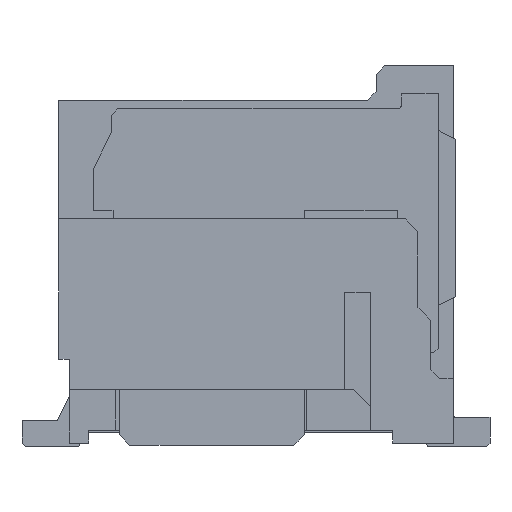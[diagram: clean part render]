
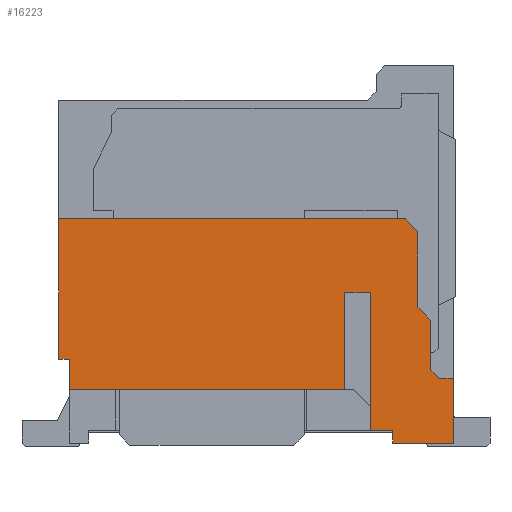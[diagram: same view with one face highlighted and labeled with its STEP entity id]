
A CAD part, left-side view. The second image highlights one B-rep face of the part: STEP entity #16223.
In plain terms, the highlighted planar face has unit normal (-1, 0, 0).
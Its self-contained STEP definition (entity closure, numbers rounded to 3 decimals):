
#41=DIRECTION('',(0.,-1.,0.));
#42=VECTOR('',#41,1.4);
#43=CARTESIAN_POINT('',(-5.15,-3.175,-4.375));
#44=LINE('',#43,#42);
#2137=DIRECTION('',(0.,0.,1.));
#2138=VECTOR('',#2137,1.5);
#2139=CARTESIAN_POINT('',(-5.15,-4.575,-4.375));
#2140=LINE('',#2139,#2138);
#5781=DIRECTION('',(0.,0.,1.));
#5782=VECTOR('',#5781,3.25);
#5783=CARTESIAN_POINT('',(-5.15,4.575,-2.425));
#5784=LINE('',#5783,#5782);
#5785=DIRECTION('',(0.,-1.,0.));
#5786=VECTOR('',#5785,8.03);
#5787=CARTESIAN_POINT('',(-5.15,4.575,0.825));
#5788=LINE('',#5787,#5786);
#5789=DIRECTION('',(0.,0.707,0.707));
#5790=VECTOR('',#5789,0.424);
#5791=CARTESIAN_POINT('',(-5.15,-3.755,0.525));
#5792=LINE('',#5791,#5790);
#5793=DIRECTION('',(0.,0.,1.));
#5794=VECTOR('',#5793,1.75);
#5795=CARTESIAN_POINT('',(-5.15,-3.755,-1.225));
#5796=LINE('',#5795,#5794);
#5797=DIRECTION('',(0.,0.707,0.707));
#5798=VECTOR('',#5797,0.424);
#5799=CARTESIAN_POINT('',(-5.15,-4.055,-1.525));
#5800=LINE('',#5799,#5798);
#5801=DIRECTION('',(0.,0.,1.));
#5802=VECTOR('',#5801,1.15);
#5803=CARTESIAN_POINT('',(-5.15,-4.055,-2.675));
#5804=LINE('',#5803,#5802);
#5805=DIRECTION('',(0.,0.707,0.707));
#5806=VECTOR('',#5805,0.283);
#5807=CARTESIAN_POINT('',(-5.15,-4.255,-2.875));
#5808=LINE('',#5807,#5806);
#5809=DIRECTION('',(0.,1.,0.));
#5810=VECTOR('',#5809,0.32);
#5811=CARTESIAN_POINT('',(-5.15,-4.575,-2.875));
#5812=LINE('',#5811,#5810);
#5813=DIRECTION('',(0.,0.,1.));
#5814=VECTOR('',#5813,0.3);
#5815=CARTESIAN_POINT('',(-5.15,-3.175,-4.375));
#5816=LINE('',#5815,#5814);
#5817=DIRECTION('',(0.,1.,0.));
#5818=VECTOR('',#5817,0.52);
#5819=CARTESIAN_POINT('',(-5.15,-3.175,-4.075));
#5820=LINE('',#5819,#5818);
#5821=DIRECTION('',(0.,-1.,0.));
#5822=VECTOR('',#5821,0.6);
#5823=CARTESIAN_POINT('',(-5.15,-2.055,-0.875));
#5824=LINE('',#5823,#5822);
#5825=DIRECTION('',(0.,0.,1.));
#5826=VECTOR('',#5825,2.25);
#5827=CARTESIAN_POINT('',(-5.15,-2.055,-3.125));
#5828=LINE('',#5827,#5826);
#5829=DIRECTION('',(0.,-1.,0.));
#5830=VECTOR('',#5829,6.38);
#5831=CARTESIAN_POINT('',(-5.15,4.325,-3.125));
#5832=LINE('',#5831,#5830);
#5833=DIRECTION('',(0.,0.,1.));
#5834=VECTOR('',#5833,0.7);
#5835=CARTESIAN_POINT('',(-5.15,4.325,-3.125));
#5836=LINE('',#5835,#5834);
#5837=DIRECTION('',(0.,-1.,0.));
#5838=VECTOR('',#5837,0.25);
#5839=CARTESIAN_POINT('',(-5.15,4.575,-2.425));
#5840=LINE('',#5839,#5838);
#5969=DIRECTION('',(0.,0.,-1.));
#5970=VECTOR('',#5969,3.2);
#5971=CARTESIAN_POINT('',(-5.15,-2.655,-0.875));
#5972=LINE('',#5971,#5970);
#6733=CARTESIAN_POINT('',(-5.15,-4.575,-2.875));
#6734=CARTESIAN_POINT('',(-5.15,-4.255,-2.875));
#6735=VERTEX_POINT('',#6733);
#6736=VERTEX_POINT('',#6734);
#6737=CARTESIAN_POINT('',(-5.15,-4.055,-2.675));
#6738=VERTEX_POINT('',#6737);
#6739=CARTESIAN_POINT('',(-5.15,-4.055,-1.525));
#6740=VERTEX_POINT('',#6739);
#6741=CARTESIAN_POINT('',(-5.15,-3.755,-1.225));
#6742=VERTEX_POINT('',#6741);
#6743=CARTESIAN_POINT('',(-5.15,-3.755,0.525));
#6744=VERTEX_POINT('',#6743);
#6745=CARTESIAN_POINT('',(-5.15,-3.455,0.825));
#6746=VERTEX_POINT('',#6745);
#6747=CARTESIAN_POINT('',(-5.15,4.575,0.825));
#6748=VERTEX_POINT('',#6747);
#6761=CARTESIAN_POINT('',(-5.15,-4.575,-4.375));
#6762=VERTEX_POINT('',#6761);
#6765=CARTESIAN_POINT('',(-5.15,4.575,-2.425));
#6766=VERTEX_POINT('',#6765);
#6822=CARTESIAN_POINT('',(-5.15,-3.175,-4.375));
#6824=VERTEX_POINT('',#6822);
#6843=CARTESIAN_POINT('',(-5.15,-2.655,-4.075));
#6844=VERTEX_POINT('',#6843);
#6848=CARTESIAN_POINT('',(-5.15,-3.175,-4.075));
#6850=VERTEX_POINT('',#6848);
#7141=CARTESIAN_POINT('',(-5.15,4.325,-2.425));
#7143=VERTEX_POINT('',#7141);
#7649=CARTESIAN_POINT('',(-5.15,4.325,-3.125));
#7650=VERTEX_POINT('',#7649);
#7677=CARTESIAN_POINT('',(-5.15,-2.055,-3.125));
#7678=CARTESIAN_POINT('',(-5.15,-2.055,-0.875));
#7679=VERTEX_POINT('',#7677);
#7680=VERTEX_POINT('',#7678);
#7681=CARTESIAN_POINT('',(-5.15,-2.655,-0.875));
#7682=VERTEX_POINT('',#7681);
#16187=CARTESIAN_POINT('',(-5.15,4.575,-4.375));
#16188=DIRECTION('',(-1.,0.,0.));
#16189=DIRECTION('',(0.,-1.,0.));
#16190=AXIS2_PLACEMENT_3D('',#16187,#16188,#16189);
#16191=PLANE('',#16190);
#16192=ORIENTED_EDGE('',*,*,#14499,.T.);
#16194=ORIENTED_EDGE('',*,*,#16193,.T.);
#16196=ORIENTED_EDGE('',*,*,#16195,.F.);
#16198=ORIENTED_EDGE('',*,*,#16197,.F.);
#16200=ORIENTED_EDGE('',*,*,#16199,.F.);
#16202=ORIENTED_EDGE('',*,*,#16201,.F.);
#16203=ORIENTED_EDGE('',*,*,#16165,.F.);
#16204=ORIENTED_EDGE('',*,*,#16182,.F.);
#16205=ORIENTED_EDGE('',*,*,#10531,.F.);
#16206=ORIENTED_EDGE('',*,*,#8360,.F.);
#16208=ORIENTED_EDGE('',*,*,#16207,.T.);
#16209=ORIENTED_EDGE('',*,*,#9411,.T.);
#16211=ORIENTED_EDGE('',*,*,#16210,.F.);
#16213=ORIENTED_EDGE('',*,*,#16212,.F.);
#16215=ORIENTED_EDGE('',*,*,#16214,.F.);
#16217=ORIENTED_EDGE('',*,*,#16216,.F.);
#16218=ORIENTED_EDGE('',*,*,#8411,.T.);
#16220=ORIENTED_EDGE('',*,*,#16219,.F.);
#16221=EDGE_LOOP('',(#16192,#16194,#16196,#16198,#16200,#16202,#16203,#16204,
#16205,#16206,#16208,#16209,#16211,#16213,#16215,#16217,#16218,#16220));
#16222=FACE_OUTER_BOUND('',#16221,.F.);
#16223=ADVANCED_FACE('',(#16222),#16191,.T.);
#8360=EDGE_CURVE('',#6824,#6762,#44,.T.);
#8411=EDGE_CURVE('',#7650,#7143,#5836,.T.);
#9411=EDGE_CURVE('',#6850,#6844,#5820,.T.);
#10531=EDGE_CURVE('',#6762,#6735,#2140,.T.);
#14499=EDGE_CURVE('',#6766,#6748,#5784,.T.);
#16165=EDGE_CURVE('',#6736,#6738,#5808,.T.);
#16182=EDGE_CURVE('',#6735,#6736,#5812,.T.);
#16193=EDGE_CURVE('',#6748,#6746,#5788,.T.);
#16195=EDGE_CURVE('',#6744,#6746,#5792,.T.);
#16197=EDGE_CURVE('',#6742,#6744,#5796,.T.);
#16199=EDGE_CURVE('',#6740,#6742,#5800,.T.);
#16201=EDGE_CURVE('',#6738,#6740,#5804,.T.);
#16207=EDGE_CURVE('',#6824,#6850,#5816,.T.);
#16210=EDGE_CURVE('',#7682,#6844,#5972,.T.);
#16212=EDGE_CURVE('',#7680,#7682,#5824,.T.);
#16214=EDGE_CURVE('',#7679,#7680,#5828,.T.);
#16216=EDGE_CURVE('',#7650,#7679,#5832,.T.);
#16219=EDGE_CURVE('',#6766,#7143,#5840,.T.);
